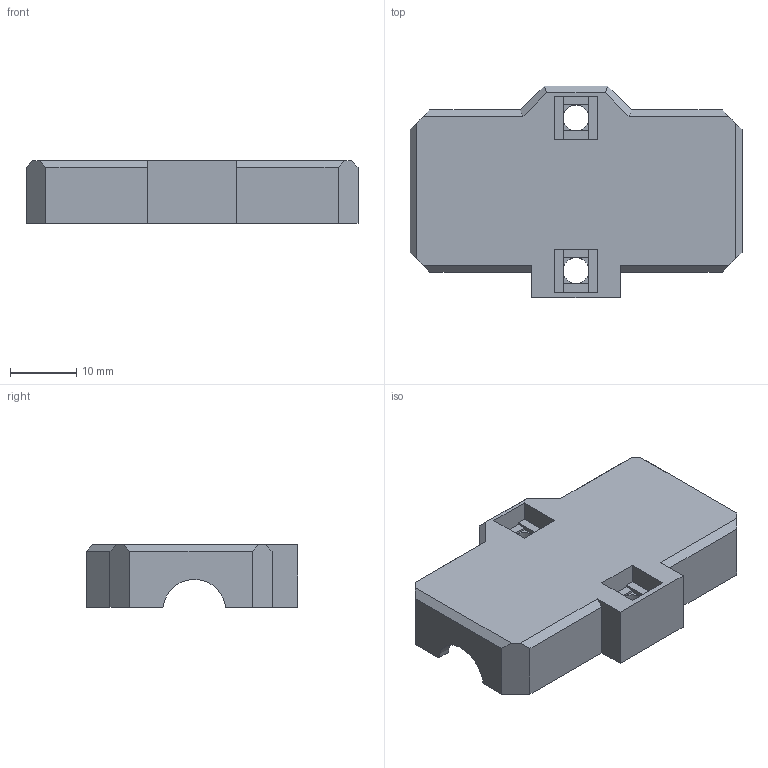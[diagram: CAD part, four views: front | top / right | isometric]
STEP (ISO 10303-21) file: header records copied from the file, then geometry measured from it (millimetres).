
FILE_DESCRIPTION (( 'STEP AP214' ), '1' );
FILE_NAME ('305 X Carriage Upper Bearing Cover.STEP', '2021-03-17T18:56:07', ( '' ), ( '' ), 'SwSTEP 2.0', 'SolidWorks 2019', '' );
FILE_SCHEMA (( 'AUTOMOTIVE_DESIGN' ));
Length unit declared in the file: millimetre
Products named in the file (1): 305 X Carriage Upper Bearing Cover
Bounding box: 50 x 31.9 x 9.45 mm (x, y, z)
Volume: 7810 mm3; surface area: 4670.1 mm2
Topology: 1 solids, 1 shells, 69 faces, 185 edges, 118 vertices
Faces by surface type: plane 62, cylinder 7
Entity records: 2151 total; most frequent: CARTESIAN_POINT 373, ORIENTED_EDGE 370, DIRECTION 343, EDGE_CURVE 185, VECTOR 167, LINE 167, VERTEX_POINT 118, AXIS2_PLACEMENT_3D 88
